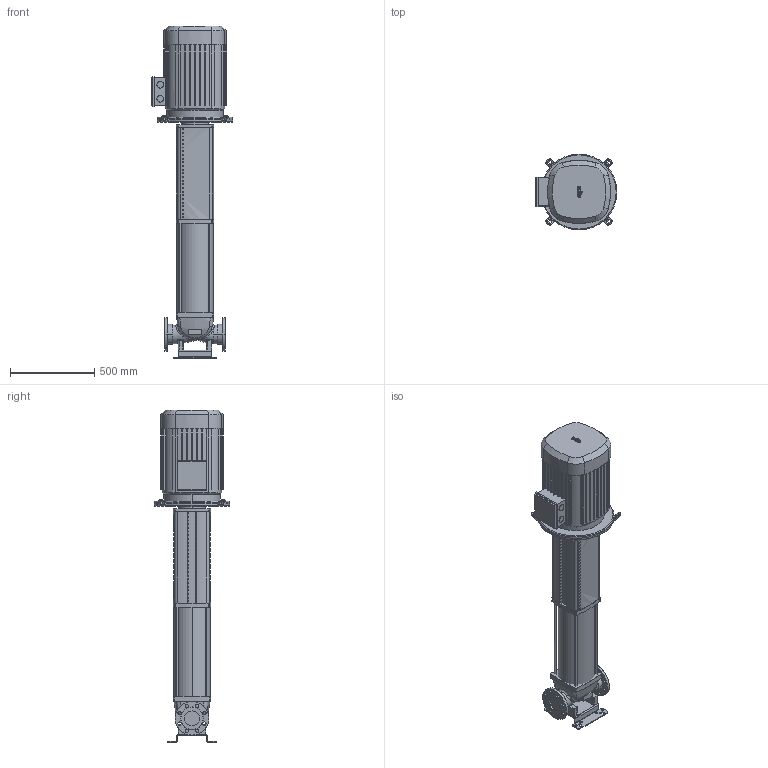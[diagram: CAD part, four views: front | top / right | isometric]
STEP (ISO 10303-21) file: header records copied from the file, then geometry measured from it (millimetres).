
FILE_DESCRIPTION((''),'2;1');
FILE_NAME('3d_HELIXV5208_2-2_25_V-4150921.stp','2016-08-24T09:25:32',(''),(''),'Mechanical Desktop 2009','Mechanical Desktop 2009',', , ');
FILE_SCHEMA(('CONFIG_CONTROL_DESIGN'));
Length unit declared in the file: millimetre
Products named in the file (1): Product
Bounding box: 486 x 450 x 1969.2 mm (x, y, z)
Volume: 104789323.9 mm3; surface area: 4114574.9 mm2
Topology: 18 solids, 18 shells, 1421 faces, 3899 edges, 2545 vertices
Faces by surface type: bspline 673, plane 449, cylinder 228, torus 39, cone 32
Entity records: 52186 total; most frequent: CARTESIAN_POINT 16744, ORIENTED_EDGE 7798, DIRECTION 6311, EDGE_CURVE 3899, VECTOR 2631, LINE 2631, VERTEX_POINT 2545, AXIS2_PLACEMENT_3D 1840
